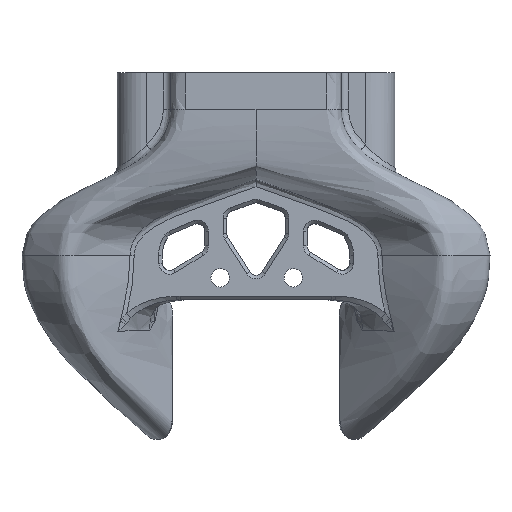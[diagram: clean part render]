
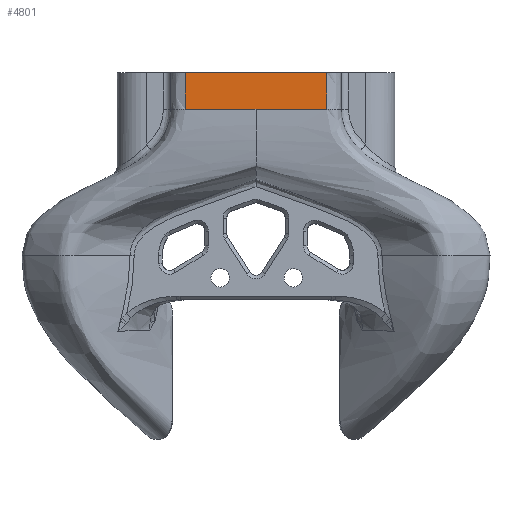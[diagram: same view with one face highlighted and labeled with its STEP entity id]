
A CAD part, top view. The second image highlights one B-rep face of the part: STEP entity #4801.
In plain terms, the highlighted free-form (B-spline) face has degree [3, 1] with [31, 2] control points.
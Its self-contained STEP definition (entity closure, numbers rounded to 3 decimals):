
#144=B_SPLINE_CURVE_WITH_KNOTS('',3,(#8173,#8174,#8175,#8176),
 .UNSPECIFIED.,.F.,.F.,(4,4),(-0.5,-0.113),
 .UNSPECIFIED.);
#164=B_SPLINE_CURVE_WITH_KNOTS('',3,(#9326,#9327,#9328,#9329),
 .UNSPECIFIED.,.F.,.F.,(4,4),(-0.5,-0.113),
 .UNSPECIFIED.);
#470=B_SPLINE_CURVE_WITH_KNOTS('',3,(#17083,#17084,#17085,#17086),
 .UNSPECIFIED.,.F.,.F.,(4,4),(0.113,0.5),
 .UNSPECIFIED.);
#471=B_SPLINE_CURVE_WITH_KNOTS('',3,(#17088,#17089,#17090,#17091),
 .UNSPECIFIED.,.F.,.F.,(4,4),(0.113,0.5),
 .UNSPECIFIED.);
#477=B_SPLINE_CURVE_WITH_KNOTS('',3,(#17226,#17227,#17228,#17229),
 .UNSPECIFIED.,.F.,.F.,(4,4),(-0.5,0.),
 .UNSPECIFIED.);
#480=B_SPLINE_CURVE_WITH_KNOTS('',3,(#17327,#17328,#17329,#17330),
 .UNSPECIFIED.,.F.,.F.,(4,4),(-0.5,0.),
 .UNSPECIFIED.);
#646=B_SPLINE_SURFACE_WITH_KNOTS('',3,1,((#17331,#17332),(#17333,#17334),
(#17335,#17336),(#17337,#17338),(#17339,#17340),(#17341,#17342),(#17343,
#17344),(#17345,#17346),(#17347,#17348),(#17349,#17350),(#17351,#17352),
(#17353,#17354),(#17355,#17356),(#17357,#17358),(#17359,#17360),(#17361,
#17362),(#17363,#17364),(#17365,#17366),(#17367,#17368),(#17369,#17370),
(#17371,#17372),(#17373,#17374),(#17375,#17376),(#17377,#17378),(#17379,
#17380),(#17381,#17382),(#17383,#17384),(#17385,#17386),(#17387,#17388),
(#17389,#17390),(#17391,#17392)),.UNSPECIFIED.,.F.,.F.,.F.,(4,3,3,3,3,3,
3,3,3,3,4),(2,2),(-1.,-0.945,-0.889,-0.751,
-0.61,-0.514,-0.385,-0.212,
-0.111,-0.056,0.),(-0.001,0.501),
 .UNSPECIFIED.);
#1019=FACE_OUTER_BOUND('',#1317,.T.);
#1317=EDGE_LOOP('',(#4440,#4441,#4442,#4443,#4444,#4445));
#1933=VERTEX_POINT('',#8167);
#1934=VERTEX_POINT('',#8172);
#1953=VERTEX_POINT('',#9318);
#2241=VERTEX_POINT('',#17074);
#2242=VERTEX_POINT('',#17082);
#2243=VERTEX_POINT('',#17087);
#2448=EDGE_CURVE('',#1933,#1934,#144,.T.);
#2487=EDGE_CURVE('',#1933,#1953,#164,.T.);
#2966=EDGE_CURVE('',#2241,#2242,#470,.T.);
#2967=EDGE_CURVE('',#2243,#2242,#471,.T.);
#2978=EDGE_CURVE('',#1953,#2243,#477,.T.);
#2981=EDGE_CURVE('',#1934,#2241,#480,.T.);
#4440=ORIENTED_EDGE('',*,*,#2966,.F.);
#4441=ORIENTED_EDGE('',*,*,#2981,.F.);
#4442=ORIENTED_EDGE('',*,*,#2448,.F.);
#4443=ORIENTED_EDGE('',*,*,#2487,.T.);
#4444=ORIENTED_EDGE('',*,*,#2978,.T.);
#4445=ORIENTED_EDGE('',*,*,#2967,.T.);
#4801=ADVANCED_FACE('',(#1019),#646,.T.);
#8167=CARTESIAN_POINT('',(-10.098,60.75,29.758));
#8172=CARTESIAN_POINT('',(-19.773,60.75,29.758));
#8173=CARTESIAN_POINT('Ctrl Pts',(-10.098,60.75,29.759));
#8174=CARTESIAN_POINT('Ctrl Pts',(-14.403,60.75,29.759));
#8175=CARTESIAN_POINT('Ctrl Pts',(-18.728,60.75,29.759));
#8176=CARTESIAN_POINT('Ctrl Pts',(-19.773,60.75,29.76));
#9318=CARTESIAN_POINT('',(-0.424,60.75,29.758));
#9326=CARTESIAN_POINT('Ctrl Pts',(-10.098,60.75,29.759));
#9327=CARTESIAN_POINT('Ctrl Pts',(-5.794,60.75,29.759));
#9328=CARTESIAN_POINT('Ctrl Pts',(-1.468,60.75,29.759));
#9329=CARTESIAN_POINT('Ctrl Pts',(-0.424,60.75,29.76));
#17074=CARTESIAN_POINT('',(-19.773,65.75,29.758));
#17082=CARTESIAN_POINT('',(-10.098,65.75,29.758));
#17083=CARTESIAN_POINT('Ctrl Pts',(-19.773,65.75,29.758));
#17084=CARTESIAN_POINT('Ctrl Pts',(-16.548,65.75,29.758));
#17085=CARTESIAN_POINT('Ctrl Pts',(-13.323,65.75,29.758));
#17086=CARTESIAN_POINT('Ctrl Pts',(-10.098,65.75,29.758));
#17087=CARTESIAN_POINT('',(-0.424,65.75,29.758));
#17088=CARTESIAN_POINT('Ctrl Pts',(-0.424,65.75,
29.758));
#17089=CARTESIAN_POINT('Ctrl Pts',(-3.648,65.75,29.758));
#17090=CARTESIAN_POINT('Ctrl Pts',(-6.873,65.75,29.758));
#17091=CARTESIAN_POINT('Ctrl Pts',(-10.098,65.75,29.758));
#17226=CARTESIAN_POINT('Ctrl Pts',(-0.424,60.75,29.758));
#17227=CARTESIAN_POINT('Ctrl Pts',(-0.424,62.416,
29.758));
#17228=CARTESIAN_POINT('Ctrl Pts',(-0.424,64.083,
29.758));
#17229=CARTESIAN_POINT('Ctrl Pts',(-0.424,65.75,
29.758));
#17327=CARTESIAN_POINT('Ctrl Pts',(-19.773,60.75,29.758));
#17328=CARTESIAN_POINT('Ctrl Pts',(-19.773,62.416,29.758));
#17329=CARTESIAN_POINT('Ctrl Pts',(-19.773,64.083,29.758));
#17330=CARTESIAN_POINT('Ctrl Pts',(-19.773,65.75,29.758));
#17331=CARTESIAN_POINT('Ctrl Pts',(1.576,65.759,28.12));
#17332=CARTESIAN_POINT('Ctrl Pts',(1.576,60.74,28.12));
#17333=CARTESIAN_POINT('Ctrl Pts',(1.493,65.759,28.569));
#17334=CARTESIAN_POINT('Ctrl Pts',(1.493,60.74,28.569));
#17335=CARTESIAN_POINT('Ctrl Pts',(1.251,65.759,28.988));
#17336=CARTESIAN_POINT('Ctrl Pts',(1.251,60.74,28.988));
#17337=CARTESIAN_POINT('Ctrl Pts',(0.901,65.759,29.284));
#17338=CARTESIAN_POINT('Ctrl Pts',(0.901,60.74,29.284));
#17339=CARTESIAN_POINT('Ctrl Pts',(0.544,65.759,29.587));
#17340=CARTESIAN_POINT('Ctrl Pts',(0.544,60.74,29.587));
#17341=CARTESIAN_POINT('Ctrl Pts',(0.077,65.759,29.758));
#17342=CARTESIAN_POINT('Ctrl Pts',(0.077,60.74,29.758));
#17343=CARTESIAN_POINT('Ctrl Pts',(-0.392,65.759,
29.758));
#17344=CARTESIAN_POINT('Ctrl Pts',(-0.392,60.74,
29.758));
#17345=CARTESIAN_POINT('Ctrl Pts',(-1.537,65.759,29.758));
#17346=CARTESIAN_POINT('Ctrl Pts',(-1.537,60.74,29.758));
#17347=CARTESIAN_POINT('Ctrl Pts',(-2.682,65.759,29.758));
#17348=CARTESIAN_POINT('Ctrl Pts',(-2.682,60.74,29.758));
#17349=CARTESIAN_POINT('Ctrl Pts',(-3.827,65.759,29.758));
#17350=CARTESIAN_POINT('Ctrl Pts',(-3.827,60.74,29.758));
#17351=CARTESIAN_POINT('Ctrl Pts',(-5.,65.759,29.758));
#17352=CARTESIAN_POINT('Ctrl Pts',(-5.,60.74,29.758));
#17353=CARTESIAN_POINT('Ctrl Pts',(-6.173,65.759,29.758));
#17354=CARTESIAN_POINT('Ctrl Pts',(-6.173,60.74,29.758));
#17355=CARTESIAN_POINT('Ctrl Pts',(-7.346,65.759,29.758));
#17356=CARTESIAN_POINT('Ctrl Pts',(-7.346,60.74,29.758));
#17357=CARTESIAN_POINT('Ctrl Pts',(-8.144,65.759,29.758));
#17358=CARTESIAN_POINT('Ctrl Pts',(-8.144,60.74,29.758));
#17359=CARTESIAN_POINT('Ctrl Pts',(-8.943,65.759,29.758));
#17360=CARTESIAN_POINT('Ctrl Pts',(-8.943,60.74,29.758));
#17361=CARTESIAN_POINT('Ctrl Pts',(-9.741,65.759,29.758));
#17362=CARTESIAN_POINT('Ctrl Pts',(-9.741,60.74,29.758));
#17363=CARTESIAN_POINT('Ctrl Pts',(-10.814,65.759,29.758));
#17364=CARTESIAN_POINT('Ctrl Pts',(-10.814,60.74,29.758));
#17365=CARTESIAN_POINT('Ctrl Pts',(-11.887,65.759,29.758));
#17366=CARTESIAN_POINT('Ctrl Pts',(-11.887,60.74,29.758));
#17367=CARTESIAN_POINT('Ctrl Pts',(-12.96,65.759,29.758));
#17368=CARTESIAN_POINT('Ctrl Pts',(-12.96,60.74,29.758));
#17369=CARTESIAN_POINT('Ctrl Pts',(-14.402,65.759,29.758));
#17370=CARTESIAN_POINT('Ctrl Pts',(-14.402,60.74,29.758));
#17371=CARTESIAN_POINT('Ctrl Pts',(-15.845,65.759,29.758));
#17372=CARTESIAN_POINT('Ctrl Pts',(-15.845,60.74,29.758));
#17373=CARTESIAN_POINT('Ctrl Pts',(-17.288,65.759,29.758));
#17374=CARTESIAN_POINT('Ctrl Pts',(-17.288,60.74,29.758));
#17375=CARTESIAN_POINT('Ctrl Pts',(-18.126,65.759,29.758));
#17376=CARTESIAN_POINT('Ctrl Pts',(-18.126,60.74,29.758));
#17377=CARTESIAN_POINT('Ctrl Pts',(-18.965,65.759,29.758));
#17378=CARTESIAN_POINT('Ctrl Pts',(-18.965,60.74,29.758));
#17379=CARTESIAN_POINT('Ctrl Pts',(-19.804,65.759,29.758));
#17380=CARTESIAN_POINT('Ctrl Pts',(-19.804,60.74,29.758));
#17381=CARTESIAN_POINT('Ctrl Pts',(-20.262,65.759,29.758));
#17382=CARTESIAN_POINT('Ctrl Pts',(-20.262,60.74,29.758));
#17383=CARTESIAN_POINT('Ctrl Pts',(-20.717,65.759,29.595));
#17384=CARTESIAN_POINT('Ctrl Pts',(-20.717,60.74,29.595));
#17385=CARTESIAN_POINT('Ctrl Pts',(-21.072,65.759,29.306));
#17386=CARTESIAN_POINT('Ctrl Pts',(-21.072,60.74,29.306));
#17387=CARTESIAN_POINT('Ctrl Pts',(-21.435,65.759,29.009));
#17388=CARTESIAN_POINT('Ctrl Pts',(-21.435,60.74,29.009));
#17389=CARTESIAN_POINT('Ctrl Pts',(-21.688,65.759,28.581));
#17390=CARTESIAN_POINT('Ctrl Pts',(-21.688,60.74,28.581));
#17391=CARTESIAN_POINT('Ctrl Pts',(-21.773,65.759,28.12));
#17392=CARTESIAN_POINT('Ctrl Pts',(-21.773,60.74,28.12));
